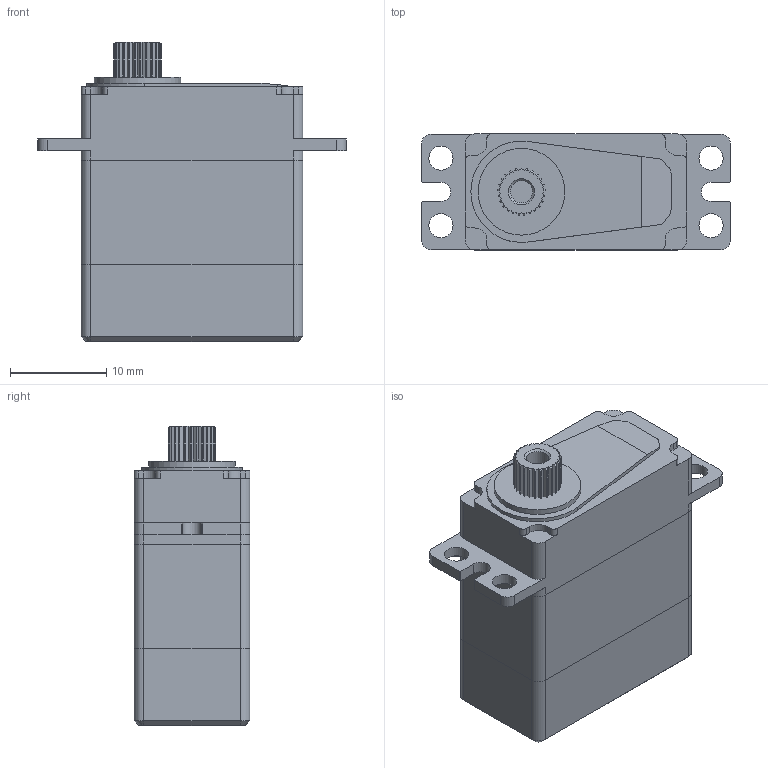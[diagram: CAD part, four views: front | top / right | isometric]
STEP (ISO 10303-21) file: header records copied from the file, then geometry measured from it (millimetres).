
FILE_DESCRIPTION((''),'2;1');
FILE_NAME('TEMP.stp','2021-07-19T17:05:23',(''),(''),'STEP Write','Mastercam 2018 ... CNC Software, Inc.','');
FILE_SCHEMA(('AUTOMOTIVE_DESIGN'));
Length unit declared in the file: millimetre
Products named in the file (1): None
Bounding box: 32 x 12 x 31 mm (x, y, z)
Volume: 7681.1 mm3; surface area: 3906 mm2
Topology: 4 solids, 4 shells, 233 faces, 658 edges, 437 vertices
Faces by surface type: plane 118, cylinder 81, cone 34
Full cylindrical faces by diameter (mm): 2.3 x1, 2.5 x4, 5.2 x1, 9 x1
Entity records: 7758 total; most frequent: CARTESIAN_POINT 1458, ORIENTED_EDGE 1276, DIRECTION 1246, EDGE_CURVE 638, VERTEX_POINT 429, AXIS2_PLACEMENT_3D 427, VECTOR 392, LINE 392
